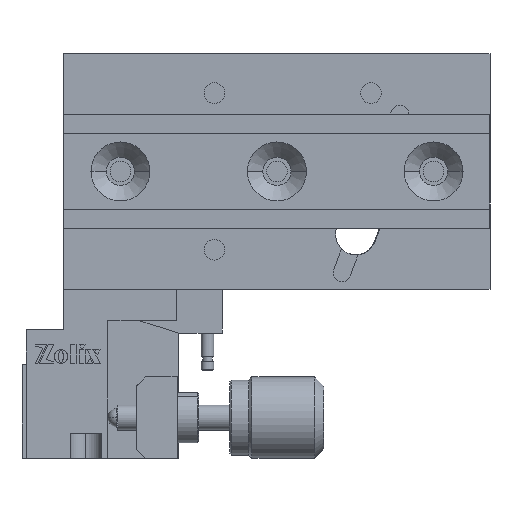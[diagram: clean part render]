
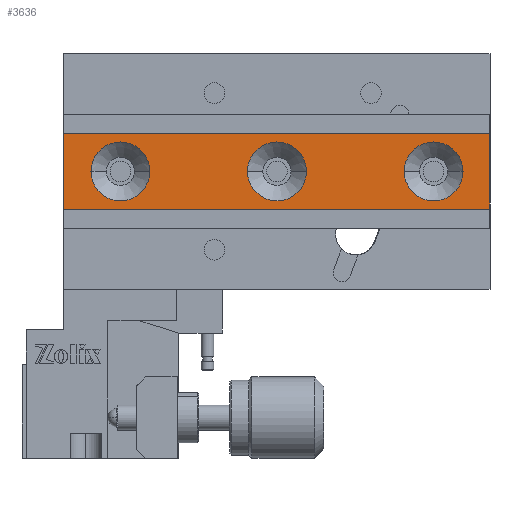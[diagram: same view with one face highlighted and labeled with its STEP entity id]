
A CAD part, left-side view. The second image highlights one B-rep face of the part: STEP entity #3636.
In plain terms, the highlighted planar face has unit normal (-1, 0, 0).
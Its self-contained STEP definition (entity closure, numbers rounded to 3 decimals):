
#29 = EDGE_CURVE ( 'NONE', #5959, #1171, #4157, .T. ) ;
#171 = DIRECTION ( 'NONE',  ( -1., 0., 0. ) ) ;
#648 = LINE ( 'NONE', #8415, #10560 ) ;
#744 = LINE ( 'NONE', #2601, #6971 ) ;
#768 = EDGE_CURVE ( 'NONE', #5420, #8196, #9787, .T. ) ;
#874 = ORIENTED_EDGE ( 'NONE', *, *, #29, .F. ) ;
#901 = LINE ( 'NONE', #10329, #7128 ) ;
#935 = AXIS2_PLACEMENT_3D ( 'NONE', #5787, #1681, #1714 ) ;
#952 = DIRECTION ( 'NONE',  ( 0., 1., 0. ) ) ;
#978 = CARTESIAN_POINT ( 'NONE',  ( -23.971, -26.199, 0. ) ) ;
#1171 = VERTEX_POINT ( 'NONE', #8233 ) ;
#1234 = EDGE_CURVE ( 'NONE', #4628, #1547, #648, .T. ) ;
#1393 = ORIENTED_EDGE ( 'NONE', *, *, #1234, .T. ) ;
#1437 = ORIENTED_EDGE ( 'NONE', *, *, #4221, .T. ) ;
#1450 = ORIENTED_EDGE ( 'NONE', *, *, #9282, .F. ) ;
#1547 = VERTEX_POINT ( 'NONE', #7643 ) ;
#1553 = VERTEX_POINT ( 'NONE', #2762 ) ;
#1681 = DIRECTION ( 'NONE',  ( -1., 0., 0. ) ) ;
#1693 = CARTESIAN_POINT ( 'NONE',  ( -23.971, -1.199, 0. ) ) ;
#1714 = DIRECTION ( 'NONE',  ( 0., 1., 0. ) ) ;
#2002 = AXIS2_PLACEMENT_3D ( 'NONE', #5984, #6935, #6085 ) ;
#2035 = ORIENTED_EDGE ( 'NONE', *, *, #7298, .F. ) ;
#2253 = DIRECTION ( 'NONE',  ( 0., 1., 0. ) ) ;
#2348 = VERTEX_POINT ( 'NONE', #6765 ) ;
#2399 = ORIENTED_EDGE ( 'NONE', *, *, #768, .F. ) ;
#2601 = CARTESIAN_POINT ( 'NONE',  ( -23.971, 32.801, -6. ) ) ;
#2762 = CARTESIAN_POINT ( 'NONE',  ( -23.971, 3.501, 0. ) ) ;
#2840 = EDGE_LOOP ( 'NONE', ( #1393, #9022, #9578, #1437 ) ) ;
#2926 = CARTESIAN_POINT ( 'NONE',  ( -23.971, 23.801, 0. ) ) ;
#2927 = EDGE_LOOP ( 'NONE', ( #2035, #874 ) ) ;
#3077 = VERTEX_POINT ( 'NONE', #9863 ) ;
#3195 = AXIS2_PLACEMENT_3D ( 'NONE', #5170, #171, #952 ) ;
#3522 = CIRCLE ( 'NONE', #4324, 4.7 ) ;
#3538 = DIRECTION ( 'NONE',  ( 0., 0., 1. ) ) ;
#3636 = ADVANCED_FACE ( 'NONE', ( #8011, #7490, #9563, #5060 ), #5137, .F. ) ;
#3641 = CIRCLE ( 'NONE', #8794, 4.7 ) ;
#3648 = DIRECTION ( 'NONE',  ( -1., 0., 0. ) ) ;
#4157 = CIRCLE ( 'NONE', #3195, 4.7 ) ;
#4221 = EDGE_CURVE ( 'NONE', #2348, #4628, #9775, .T. ) ;
#4324 = AXIS2_PLACEMENT_3D ( 'NONE', #1693, #8222, #4920 ) ;
#4571 = DIRECTION ( 'NONE',  ( 0., -1., 0. ) ) ;
#4628 = VERTEX_POINT ( 'NONE', #10502 ) ;
#4811 = AXIS2_PLACEMENT_3D ( 'NONE', #2926, #3648, #10211 ) ;
#4919 = CARTESIAN_POINT ( 'NONE',  ( -23.971, -5.899, 0. ) ) ;
#4920 = DIRECTION ( 'NONE',  ( 0., 1., 0. ) ) ;
#5060 = FACE_OUTER_BOUND ( 'NONE', #2840, .T. ) ;
#5120 = CARTESIAN_POINT ( 'NONE',  ( -23.971, 32.801, -6. ) ) ;
#5137 = PLANE ( 'NONE',  #2002 ) ;
#5170 = CARTESIAN_POINT ( 'NONE',  ( -23.971, -26.199, 0. ) ) ;
#5420 = VERTEX_POINT ( 'NONE', #6133 ) ;
#5436 = VECTOR ( 'NONE', #8389, 1000. ) ;
#5567 = EDGE_CURVE ( 'NONE', #3077, #1547, #901, .T. ) ;
#5787 = CARTESIAN_POINT ( 'NONE',  ( -23.971, 23.801, 0. ) ) ;
#5908 = VERTEX_POINT ( 'NONE', #4919 ) ;
#5959 = VERTEX_POINT ( 'NONE', #6785 ) ;
#5984 = CARTESIAN_POINT ( 'NONE',  ( -23.971, 32.801, -6. ) ) ;
#6085 = DIRECTION ( 'NONE',  ( 0., -1., 0. ) ) ;
#6133 = CARTESIAN_POINT ( 'NONE',  ( -23.971, 28.501, 0. ) ) ;
#6208 = ORIENTED_EDGE ( 'NONE', *, *, #7943, .F. ) ;
#6320 = CIRCLE ( 'NONE', #9435, 4.7 ) ;
#6327 = CARTESIAN_POINT ( 'NONE',  ( -23.971, 19.101, 0. ) ) ;
#6340 = CARTESIAN_POINT ( 'NONE',  ( -23.971, -1.199, 0. ) ) ;
#6612 = DIRECTION ( 'NONE',  ( 0., 0., 1. ) ) ;
#6765 = CARTESIAN_POINT ( 'NONE',  ( -23.971, 32.801, -6. ) ) ;
#6785 = CARTESIAN_POINT ( 'NONE',  ( -23.971, -30.899, 0. ) ) ;
#6935 = DIRECTION ( 'NONE',  ( 1., 0., 0. ) ) ;
#6971 = VECTOR ( 'NONE', #6612, 1000. ) ;
#7128 = VECTOR ( 'NONE', #4571, 1000. ) ;
#7298 = EDGE_CURVE ( 'NONE', #1171, #5959, #3641, .T. ) ;
#7490 = FACE_BOUND ( 'NONE', #9295, .T. ) ;
#7643 = CARTESIAN_POINT ( 'NONE',  ( -23.971, -35.199, 6. ) ) ;
#7655 = EDGE_LOOP ( 'NONE', ( #2399, #6208 ) ) ;
#7943 = EDGE_CURVE ( 'NONE', #8196, #5420, #8507, .T. ) ;
#8011 = FACE_BOUND ( 'NONE', #2927, .T. ) ;
#8196 = VERTEX_POINT ( 'NONE', #6327 ) ;
#8222 = DIRECTION ( 'NONE',  ( -1., 0., 0. ) ) ;
#8233 = CARTESIAN_POINT ( 'NONE',  ( -23.971, -21.499, 0. ) ) ;
#8298 = DIRECTION ( 'NONE',  ( -1., 0., 0. ) ) ;
#8357 = DIRECTION ( 'NONE',  ( 0., 1., 0. ) ) ;
#8378 = EDGE_CURVE ( 'NONE', #2348, #3077, #744, .T. ) ;
#8389 = DIRECTION ( 'NONE',  ( 0., -1., 0. ) ) ;
#8415 = CARTESIAN_POINT ( 'NONE',  ( -23.971, -35.199, -6. ) ) ;
#8507 = CIRCLE ( 'NONE', #4811, 4.7 ) ;
#8794 = AXIS2_PLACEMENT_3D ( 'NONE', #978, #8298, #8357 ) ;
#9022 = ORIENTED_EDGE ( 'NONE', *, *, #5567, .F. ) ;
#9213 = ORIENTED_EDGE ( 'NONE', *, *, #10009, .F. ) ;
#9282 = EDGE_CURVE ( 'NONE', #5908, #1553, #3522, .T. ) ;
#9295 = EDGE_LOOP ( 'NONE', ( #9213, #1450 ) ) ;
#9435 = AXIS2_PLACEMENT_3D ( 'NONE', #6340, #10431, #2253 ) ;
#9563 = FACE_BOUND ( 'NONE', #7655, .T. ) ;
#9578 = ORIENTED_EDGE ( 'NONE', *, *, #8378, .F. ) ;
#9775 = LINE ( 'NONE', #5120, #5436 ) ;
#9787 = CIRCLE ( 'NONE', #935, 4.7 ) ;
#9863 = CARTESIAN_POINT ( 'NONE',  ( -23.971, 32.801, 6. ) ) ;
#10009 = EDGE_CURVE ( 'NONE', #1553, #5908, #6320, .T. ) ;
#10211 = DIRECTION ( 'NONE',  ( 0., 1., 0. ) ) ;
#10329 = CARTESIAN_POINT ( 'NONE',  ( -23.971, 32.801, 6. ) ) ;
#10431 = DIRECTION ( 'NONE',  ( -1., 0., 0. ) ) ;
#10502 = CARTESIAN_POINT ( 'NONE',  ( -23.971, -35.199, -6. ) ) ;
#10560 = VECTOR ( 'NONE', #3538, 1000. ) ;
